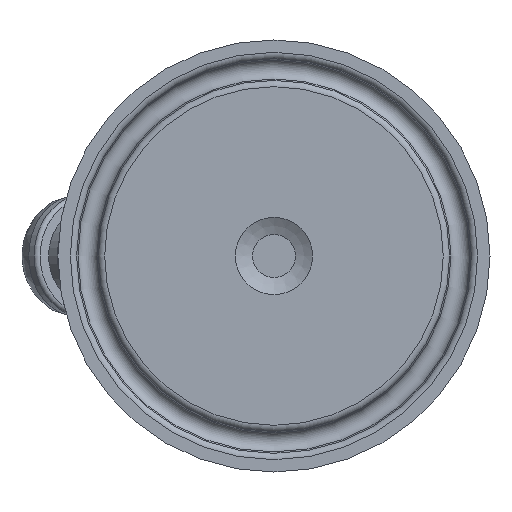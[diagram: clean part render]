
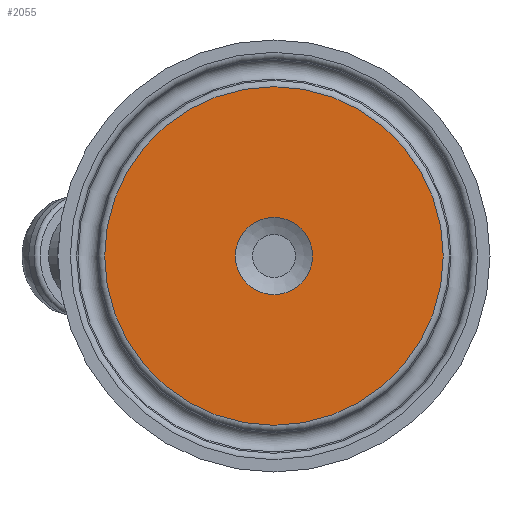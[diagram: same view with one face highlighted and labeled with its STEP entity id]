
A CAD part, front view. The second image highlights one B-rep face of the part: STEP entity #2055.
In plain terms, the highlighted planar face has unit normal (0, -1, 0).
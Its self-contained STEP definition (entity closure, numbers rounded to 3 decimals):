
#99=FACE_BOUND('',#361,.T.);
#118=PLANE('',#2362);
#237=FACE_OUTER_BOUND('',#360,.T.);
#360=EDGE_LOOP('',(#1751,#1752));
#361=EDGE_LOOP('',(#1753,#1754));
#619=CIRCLE('',#2276,4.5);
#620=CIRCLE('',#2277,4.5);
#677=CIRCLE('',#2363,19.747);
#678=CIRCLE('',#2364,19.747);
#835=VERTEX_POINT('',#4023);
#836=VERTEX_POINT('',#4025);
#895=VERTEX_POINT('',#4270);
#896=VERTEX_POINT('',#4271);
#1107=EDGE_CURVE('',#836,#835,#619,.T.);
#1108=EDGE_CURVE('',#835,#836,#620,.T.);
#1190=EDGE_CURVE('',#895,#896,#677,.T.);
#1191=EDGE_CURVE('',#896,#895,#678,.T.);
#1751=ORIENTED_EDGE('',*,*,#1190,.F.);
#1752=ORIENTED_EDGE('',*,*,#1191,.F.);
#1753=ORIENTED_EDGE('',*,*,#1107,.T.);
#1754=ORIENTED_EDGE('',*,*,#1108,.T.);
#2055=ADVANCED_FACE('',(#237,#99),#118,.T.);
#2276=AXIS2_PLACEMENT_3D('',#4026,#2808,#2809);
#2277=AXIS2_PLACEMENT_3D('',#4027,#2810,#2811);
#2362=AXIS2_PLACEMENT_3D('',#4269,#2996,#2997);
#2363=AXIS2_PLACEMENT_3D('',#4272,#2998,#2999);
#2364=AXIS2_PLACEMENT_3D('',#4273,#3000,#3001);
#2808=DIRECTION('center_axis',(0.,1.,0.));
#2809=DIRECTION('ref_axis',(-1.,0.,0.));
#2810=DIRECTION('center_axis',(0.,1.,0.));
#2811=DIRECTION('ref_axis',(-1.,0.,0.));
#2996=DIRECTION('center_axis',(0.,-1.,0.));
#2997=DIRECTION('ref_axis',(0.,0.,-1.));
#2998=DIRECTION('center_axis',(0.,1.,0.));
#2999=DIRECTION('ref_axis',(1.,0.,0.));
#3000=DIRECTION('center_axis',(0.,1.,0.));
#3001=DIRECTION('ref_axis',(1.,0.,0.));
#4023=CARTESIAN_POINT('',(0.,0.,-4.5));
#4025=CARTESIAN_POINT('',(-4.5,0.,0.));
#4026=CARTESIAN_POINT('Origin',(0.,0.,0.));
#4027=CARTESIAN_POINT('Origin',(0.,0.,0.));
#4269=CARTESIAN_POINT('Origin',(-12.388,0.,
0.));
#4270=CARTESIAN_POINT('',(-19.747,0.,0.));
#4271=CARTESIAN_POINT('',(0.,0.,-19.747));
#4272=CARTESIAN_POINT('Origin',(0.,0.,0.));
#4273=CARTESIAN_POINT('Origin',(0.,0.,0.));
